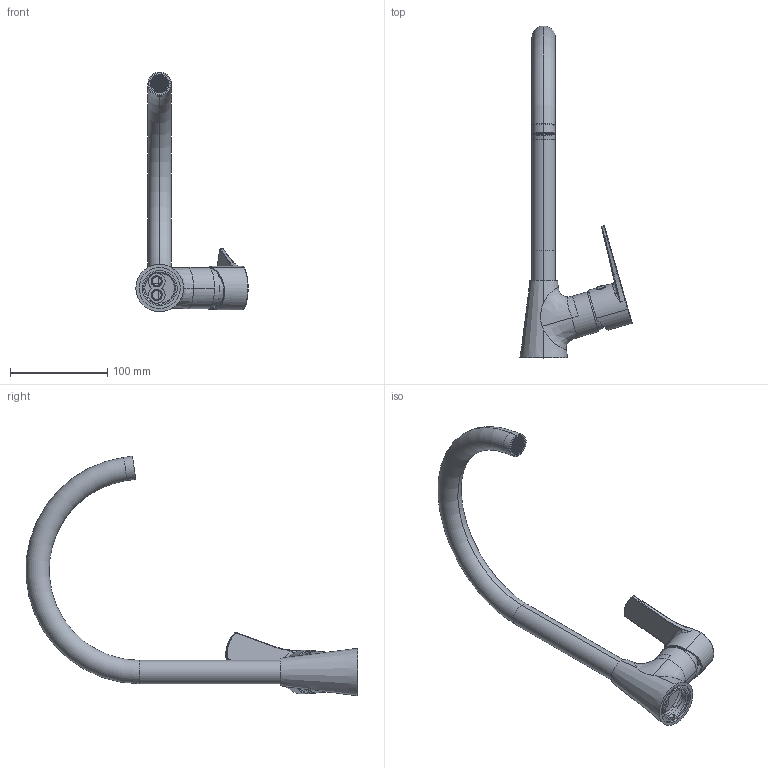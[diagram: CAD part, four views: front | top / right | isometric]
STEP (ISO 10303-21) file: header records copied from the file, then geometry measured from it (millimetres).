
FILE_DESCRIPTION (( 'STEP AP203' ), '1' );
FILE_NAME ('18E308949.STEP', '2023-10-18T09:41:04', ( '' ), ( '' ), 'SwSTEP 2.0', 'SolidWorks 2021', '' );
FILE_SCHEMA (( 'CONFIG_CONTROL_DESIGN' ));
Length unit declared in the file: millimetre
Products named in the file (1): 18E308949
Bounding box: 115.33 x 340.91 x 246.33 mm (x, y, z)
Volume: 107375.1 mm3; surface area: 131309.1 mm2
Topology: 7 solids, 7 shells, 1722 faces, 4314 edges, 2736 vertices
Faces by surface type: plane 1140, bspline 272, cylinder 226, cone 62, torus 20, sphere 2
Entity records: 73762 total; most frequent: CARTESIAN_POINT 35026, ORIENTED_EDGE 8544, DIRECTION 6943, EDGE_CURVE 4272, VECTOR 3001, LINE 3001, VERTEX_POINT 2736, AXIS2_PLACEMENT_3D 1971
